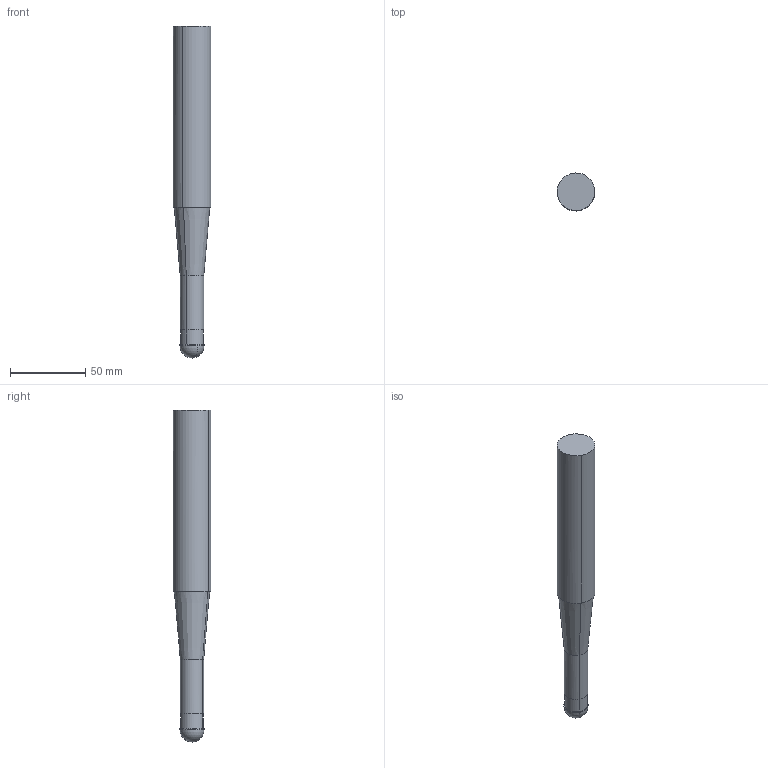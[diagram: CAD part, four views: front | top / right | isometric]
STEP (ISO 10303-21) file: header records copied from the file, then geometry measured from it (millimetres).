
FILE_DESCRIPTION((''),'2;1');
FILE_NAME('12A8U016100T5R00','2015-12-04T',('machinek'),(''),'PRO/ENGINEER BY PARAMETRIC TECHNOLOGY CORPORATION, 2011490','PRO/ENGINEER BY PARAMETRIC TECHNOLOGY CORPORATION, 2011490','');
FILE_SCHEMA(('AUTOMOTIVE_DESIGN { 1 2 10303 214 0 1 1 1 }'));
Length unit declared in the file: millimetre
Products named in the file (3): NOCUT; CUT; 12A8U016100T5R00
Assembly tree (2 placements, depth 2):
  12A8U016100T5R00
    NOCUT
    CUT
Bounding box: 25 x 24.99 x 220 mm (x, y, z)
Volume: 83621.4 mm3; surface area: 16045 mm2
Topology: 2 solids, 2 shells, 19 faces, 46 edges, 30 vertices
Faces by surface type: cylinder 6, plane 5, cone 4, sphere 4
Entity records: 1004 total; most frequent: DIRECTION 127, CARTESIAN_POINT 103, ORIENTED_EDGE 76, PRESENTATION_STYLE_ASSIGNMENT 64, AXIS2_PLACEMENT_3D 57, STYLED_ITEM 50, CURVE_STYLE 48, EDGE_CURVE 38
